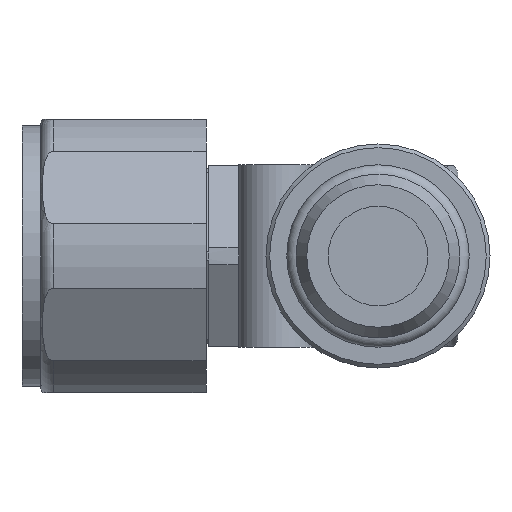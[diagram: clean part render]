
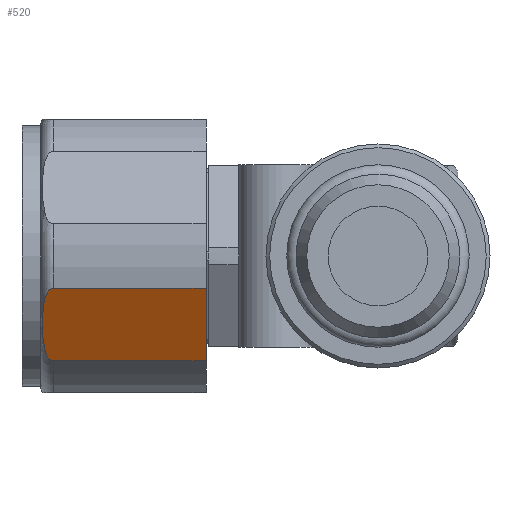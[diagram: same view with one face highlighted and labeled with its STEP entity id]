
A CAD part, left-side view. The second image highlights one B-rep face of the part: STEP entity #520.
In plain terms, the highlighted face is planar.
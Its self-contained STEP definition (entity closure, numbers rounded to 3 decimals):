
#520 = ADVANCED_FACE( '', ( #1130 ), #1131, .F. );
#1130 = FACE_OUTER_BOUND( '', #1860, .T. );
#1131 = PLANE( '', #1861 );
#1860 = EDGE_LOOP( '', ( #3061, #3062, #3063, #3064 ) );
#1861 = AXIS2_PLACEMENT_3D( '', #3065, #3066, #3067 );
#3061 = ORIENTED_EDGE( '', *, *, #4370, .T. );
#3062 = ORIENTED_EDGE( '', *, *, #4371, .F. );
#3063 = ORIENTED_EDGE( '', *, *, #4346, .F. );
#3064 = ORIENTED_EDGE( '', *, *, #4372, .F. );
#3065 = CARTESIAN_POINT( '', ( -11., 18., 6.351 ) );
#3066 = DIRECTION( '', ( 0.5, 0., -0.866 ) );
#3067 = DIRECTION( '', ( -0.866, 0., -0.5 ) );
#4346 = EDGE_CURVE( '', #5260, #5255, #5262, .T. );
#4370 = EDGE_CURVE( '', #5294, #5295, #5296, .T. );
#4371 = EDGE_CURVE( '', #5255, #5295, #5297, .F. );
#4372 = EDGE_CURVE( '', #5294, #5260, #5298, .T. );
#5255 = VERTEX_POINT( '', #7011 );
#5260 = VERTEX_POINT( '', #7018 );
#5262 = LINE( '', #7020, #7021 );
#5294 = VERTEX_POINT( '', #7068 );
#5295 = VERTEX_POINT( '', #7069 );
#5296 = B_SPLINE_CURVE_WITH_KNOTS( '', 3, ( #7070, #7071, #7072, #7073, #7074, #7075, #7076, #7077, #7078, #7079, #7080, #7081, #7082, #7083, #7084, #7085, #7086, #7087, #7088, #7089, #7090, #7091, #7092, #7093, #7094, #7095, #7096, #7097 ), .UNSPECIFIED., .F., .F., ( 4, 2, 2, 2, 2, 2, 2, 2, 2, 2, 2, 2, 2, 4 ), ( 0., 0., 0., 0.001, 0.001, 0.002, 0.003, 0.004, 0.005, 0.006, 0.006, 0.007, 0.007, 0.007 ), .UNSPECIFIED. );
#5297 = LINE( '', #7098, #7099 );
#5298 = LINE( '', #7100, #7101 );
#7011 = CARTESIAN_POINT( '', ( -8.405, 1.81, 7.849 ) );
#7018 = CARTESIAN_POINT( '', ( -2.595, 1.81, 11.203 ) );
#7020 = CARTESIAN_POINT( '', ( 3.125, 1.81, 14.506 ) );
#7021 = VECTOR( '', #8068, 1000. );
#7068 = CARTESIAN_POINT( '', ( -2.595, 14.1, 11.203 ) );
#7069 = CARTESIAN_POINT( '', ( -8.405, 14.1, 7.849 ) );
#7070 = CARTESIAN_POINT( '', ( -2.595, 14.1, 11.203 ) );
#7071 = CARTESIAN_POINT( '', ( -2.595, 14.178, 11.203 ) );
#7072 = CARTESIAN_POINT( '', ( -2.623, 14.251, 11.187 ) );
#7073 = CARTESIAN_POINT( '', ( -2.705, 14.374, 11.14 ) );
#7074 = CARTESIAN_POINT( '', ( -2.756, 14.424, 11.111 ) );
#7075 = CARTESIAN_POINT( '', ( -2.921, 14.555, 11.015 ) );
#7076 = CARTESIAN_POINT( '', ( -3.042, 14.615, 10.945 ) );
#7077 = CARTESIAN_POINT( '', ( -3.291, 14.715, 10.802 ) );
#7078 = CARTESIAN_POINT( '', ( -3.42, 14.753, 10.727 ) );
#7079 = CARTESIAN_POINT( '', ( -3.677, 14.817, 10.579 ) );
#7080 = CARTESIAN_POINT( '', ( -3.806, 14.842, 10.504 ) );
#7081 = CARTESIAN_POINT( '', ( -4.194, 14.903, 10.28 ) );
#7082 = CARTESIAN_POINT( '', ( -4.455, 14.928, 10.13 ) );
#7083 = CARTESIAN_POINT( '', ( -4.978, 14.959, 9.828 ) );
#7084 = CARTESIAN_POINT( '', ( -5.241, 14.966, 9.676 ) );
#7085 = CARTESIAN_POINT( '', ( -5.765, 14.966, 9.373 ) );
#7086 = CARTESIAN_POINT( '', ( -6.028, 14.959, 9.222 ) );
#7087 = CARTESIAN_POINT( '', ( -6.552, 14.927, 8.919 ) );
#7088 = CARTESIAN_POINT( '', ( -6.814, 14.902, 8.768 ) );
#7089 = CARTESIAN_POINT( '', ( -7.334, 14.819, 8.468 ) );
#7090 = CARTESIAN_POINT( '', ( -7.593, 14.762, 8.318 ) );
#7091 = CARTESIAN_POINT( '', ( -7.964, 14.612, 8.104 ) );
#7092 = CARTESIAN_POINT( '', ( -8.085, 14.551, 8.034 ) );
#7093 = CARTESIAN_POINT( '', ( -8.248, 14.421, 7.94 ) );
#7094 = CARTESIAN_POINT( '', ( -8.298, 14.371, 7.911 ) );
#7095 = CARTESIAN_POINT( '', ( -8.377, 14.249, 7.865 ) );
#7096 = CARTESIAN_POINT( '', ( -8.405, 14.177, 7.849 ) );
#7097 = CARTESIAN_POINT( '', ( -8.405, 14.1, 7.849 ) );
#7098 = CARTESIAN_POINT( '', ( -8.405, 0., 7.849 ) );
#7099 = VECTOR( '', #8087, 1000. );
#7100 = CARTESIAN_POINT( '', ( -2.595, 0., 11.203 ) );
#7101 = VECTOR( '', #8088, 1000. );
#8068 = DIRECTION( '', ( -0.866, 0., -0.5 ) );
#8087 = DIRECTION( '', ( 0., -1., 0. ) );
#8088 = DIRECTION( '', ( 0., -1., 0. ) );
